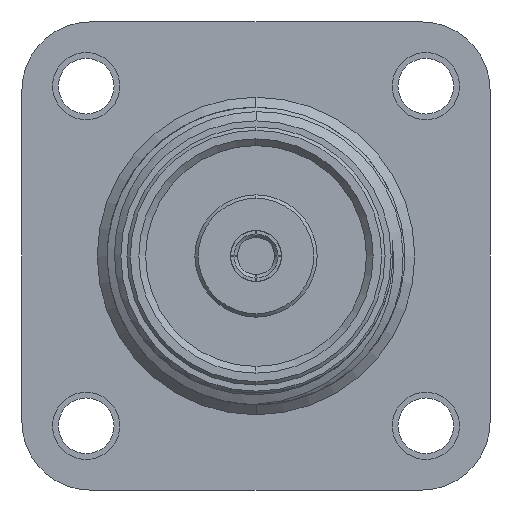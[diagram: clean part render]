
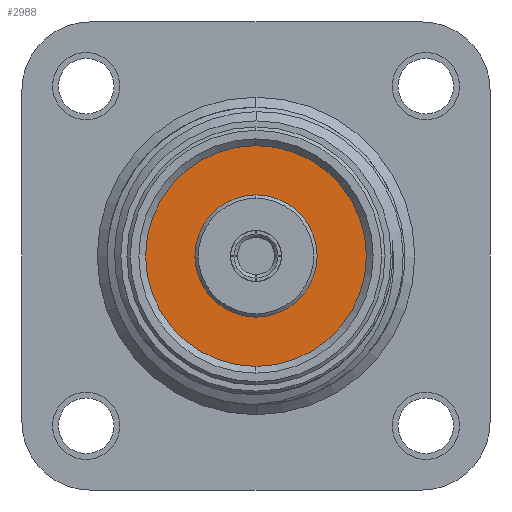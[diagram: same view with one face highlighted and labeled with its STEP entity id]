
A CAD part, left-side view. The second image highlights one B-rep face of the part: STEP entity #2988.
In plain terms, the highlighted planar face has unit normal (-1, 0, 0).
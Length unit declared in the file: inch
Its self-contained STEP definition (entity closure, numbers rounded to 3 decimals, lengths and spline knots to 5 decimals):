
#194 = VERTEX_POINT ( 'NONE', #3541 ) ;
#249 = CARTESIAN_POINT ( 'NONE',  ( 0.33, 0., 0.09 ) ) ;
#453 = CARTESIAN_POINT ( 'NONE',  ( 0.33, 0., -0.09 ) ) ;
#459 = VERTEX_POINT ( 'NONE', #249 ) ;
#666 = DIRECTION ( 'NONE',  ( -1., 0., 0. ) ) ;
#851 = DIRECTION ( 'NONE',  ( -1., 0., 0. ) ) ;
#1667 = CARTESIAN_POINT ( 'NONE',  ( 0.33, 0., 0. ) ) ;
#2152 = CARTESIAN_POINT ( 'NONE',  ( 0.33, 0., 0. ) ) ;
#2240 = CARTESIAN_POINT ( 'NONE',  ( 0.33, 0., 0. ) ) ;
#2322 = EDGE_CURVE ( 'NONE', #459, #6694, #2392, .T. ) ;
#2392 = CIRCLE ( 'NONE', #8710, 0.09 ) ;
#2420 = CARTESIAN_POINT ( 'NONE',  ( 0.33, 0., 0. ) ) ;
#2988 = ADVANCED_FACE ( 'NONE', ( #6316, #7595 ), #6665, .T. ) ;
#3023 = CIRCLE ( 'NONE', #7624, 0.09 ) ;
#3110 = DIRECTION ( 'NONE',  ( -1., 0., 0. ) ) ;
#3314 = ORIENTED_EDGE ( 'NONE', *, *, #2322, .F. ) ;
#3541 = CARTESIAN_POINT ( 'NONE',  ( 0.33, 0., -0.1625 ) ) ;
#3543 = CIRCLE ( 'NONE', #6662, 0.1625 ) ;
#4344 = DIRECTION ( 'NONE',  ( 0., 0., 1. ) ) ;
#4407 = DIRECTION ( 'NONE',  ( -1., 0., 0. ) ) ;
#4703 = ORIENTED_EDGE ( 'NONE', *, *, #5630, .T. ) ;
#4866 = ORIENTED_EDGE ( 'NONE', *, *, #8777, .F. ) ;
#5068 = DIRECTION ( 'NONE',  ( -1., 0., 0. ) ) ;
#5523 = EDGE_LOOP ( 'NONE', ( #5768, #4703 ) ) ;
#5630 = EDGE_CURVE ( 'NONE', #194, #8407, #7331, .T. ) ;
#5768 = ORIENTED_EDGE ( 'NONE', *, *, #6304, .T. ) ;
#5838 = CARTESIAN_POINT ( 'NONE',  ( 0.33, 0., 0. ) ) ;
#6046 = DIRECTION ( 'NONE',  ( 0., 0., 1. ) ) ;
#6304 = EDGE_CURVE ( 'NONE', #8407, #194, #3543, .T. ) ;
#6316 = FACE_BOUND ( 'NONE', #8443, .T. ) ;
#6662 = AXIS2_PLACEMENT_3D ( 'NONE', #2420, #851, #7604 ) ;
#6665 = PLANE ( 'NONE',  #6856 ) ;
#6694 = VERTEX_POINT ( 'NONE', #453 ) ;
#6841 = AXIS2_PLACEMENT_3D ( 'NONE', #1667, #3110, #6046 ) ;
#6856 = AXIS2_PLACEMENT_3D ( 'NONE', #2240, #666, #7415 ) ;
#7331 = CIRCLE ( 'NONE', #6841, 0.1625 ) ;
#7415 = DIRECTION ( 'NONE',  ( 0., 0., 1. ) ) ;
#7595 = FACE_OUTER_BOUND ( 'NONE', #5523, .T. ) ;
#7604 = DIRECTION ( 'NONE',  ( 0., 0., 1. ) ) ;
#7624 = AXIS2_PLACEMENT_3D ( 'NONE', #5838, #5068, #8746 ) ;
#8407 = VERTEX_POINT ( 'NONE', #9053 ) ;
#8443 = EDGE_LOOP ( 'NONE', ( #4866, #3314 ) ) ;
#8710 = AXIS2_PLACEMENT_3D ( 'NONE', #2152, #4407, #4344 ) ;
#8746 = DIRECTION ( 'NONE',  ( 0., 0., 1. ) ) ;
#8777 = EDGE_CURVE ( 'NONE', #6694, #459, #3023, .T. ) ;
#9053 = CARTESIAN_POINT ( 'NONE',  ( 0.33, 0., 0.1625 ) ) ;
